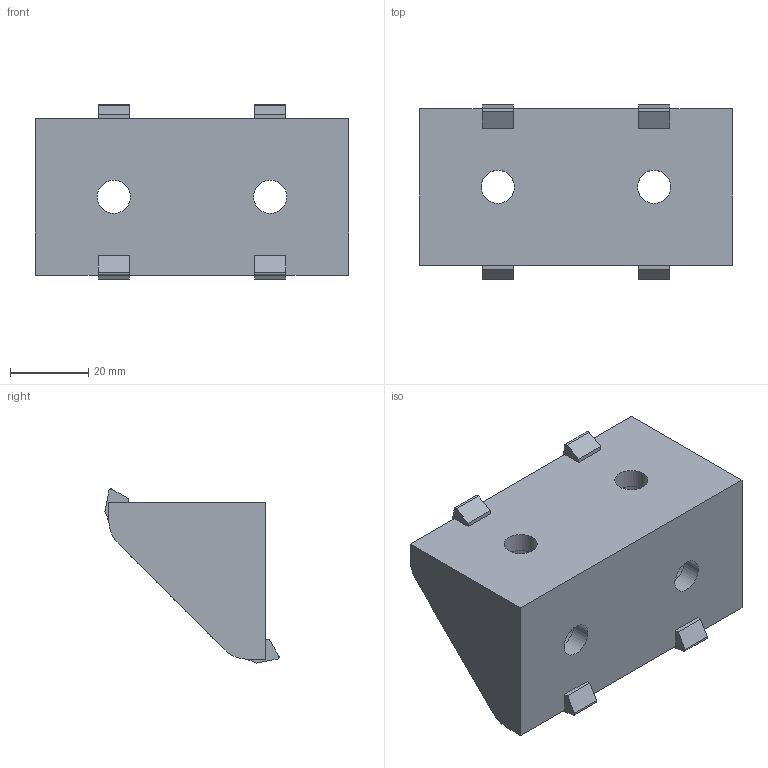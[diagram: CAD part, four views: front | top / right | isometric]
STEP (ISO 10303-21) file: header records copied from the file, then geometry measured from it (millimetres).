
FILE_DESCRIPTION(('STEP AP203'),'2;1');
FILE_NAME('30.015.00.stp','2011-03-21T16:13:37',(''),(''),'2009.3.110','THINKDESIGN','');
FILE_SCHEMA(('CONFIG_CONTROL_DESIGN'));
Length unit declared in the file: millimetre
Bounding box: 80 x 44.5 x 44.5 mm (x, y, z)
Volume: 76099.3 mm3; surface area: 16307.1 mm2
Topology: 1 solids, 1 shells, 55 faces, 169 edges, 120 vertices
Faces by surface type: plane 39, cylinder 16
Full cylindrical faces by diameter (mm): 8.5 x4, 13.5 x4
Entity records: 2352 total; most frequent: CARTESIAN_POINT 674, ORIENTED_EDGE 338, DIRECTION 321, EDGE_CURVE 169, VERTEX_POINT 120, VECTOR 111, LINE 111, AXIS2_PLACEMENT_3D 105
